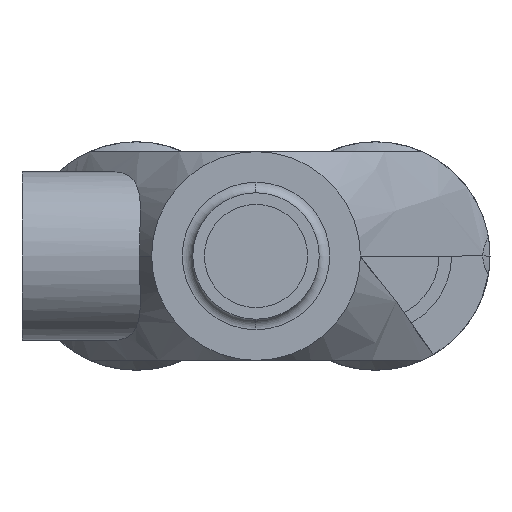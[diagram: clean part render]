
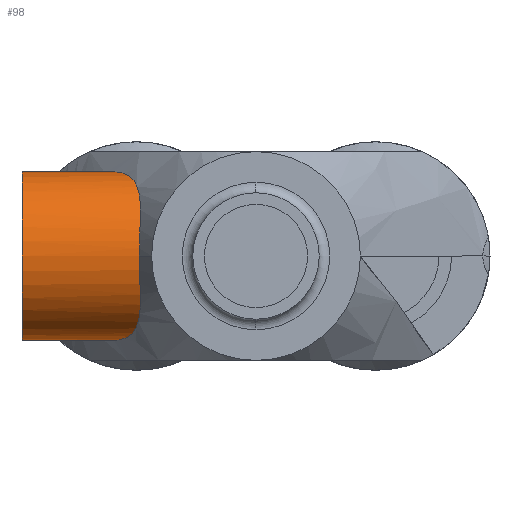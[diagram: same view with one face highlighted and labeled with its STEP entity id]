
A CAD part, left-side view. The second image highlights one B-rep face of the part: STEP entity #98.
In plain terms, the highlighted cylindrical face has radius 4 mm (diameter 8 mm), a partial arc.
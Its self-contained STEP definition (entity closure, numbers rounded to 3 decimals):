
#98=ADVANCED_FACE('',(#251),#252,.T.);
#251=FACE_OUTER_BOUND('',#458,.T.);
#252=CYLINDRICAL_SURFACE('',#459,4.0);
#458=EDGE_LOOP('',(#965,#966,#967,#968,#969,#970));
#459=AXIS2_PLACEMENT_3D('',#971,#972,#973);
#965=ORIENTED_EDGE('',*,*,#1419,.T.);
#966=ORIENTED_EDGE('',*,*,#1492,.F.);
#967=ORIENTED_EDGE('',*,*,#1421,.T.);
#968=ORIENTED_EDGE('',*,*,#1493,.F.);
#969=ORIENTED_EDGE('',*,*,#1494,.F.);
#970=ORIENTED_EDGE('',*,*,#1340,.F.);
#971=CARTESIAN_POINT('',(22.0,5.55,0.));
#972=DIRECTION('',(0.,1.0,0.));
#973=DIRECTION('',(0.,0.0,1.0));
#1340=EDGE_CURVE('',#1595,#1584,#1597,.T.);
#1419=EDGE_CURVE('',#1595,#1743,#1744,.T.);
#1421=EDGE_CURVE('',#1747,#1745,#1748,.T.);
#1492=EDGE_CURVE('',#1747,#1743,#1865,.T.);
#1493=EDGE_CURVE('',#1866,#1745,#1867,.T.);
#1494=EDGE_CURVE('',#1584,#1866,#1868,.T.);
#1584=VERTEX_POINT('',#2042);
#1595=VERTEX_POINT('',#2104);
#1597=B_SPLINE_CURVE_WITH_KNOTS('',3,(#2127,#2128,#2129,#2130,#2131,#2132,#2133,#2134,#2135,#2136,#2137,#2138,#2139,#2140,#2141,#2142,#2143,#2144,#2145,#2146,#2147,#2148),.UNSPECIFIED.,.F.,.F.,(4,2,2,2,2,2,2,2,2,2,4),(15.204,15.461,16.559,17.176,17.794,18.412,19.03,19.645,20.26,20.876,21.491),.UNSPECIFIED.);
#1743=VERTEX_POINT('',#2415);
#1744=LINE('',#2416,#2417);
#1745=VERTEX_POINT('',#2418);
#1747=VERTEX_POINT('',#2441);
#1748=LINE('',#2442,#2443);
#1865=CIRCLE('',#2609,4.0);
#1866=VERTEX_POINT('',#2610);
#1867=B_SPLINE_CURVE_WITH_KNOTS('',3,(#2611,#2612,#2613,#2614,#2615,#2616),.UNSPECIFIED.,.F.,.F.,(4,2,4),(0.0,1.097,1.355),.UNSPECIFIED.);
#1868=B_SPLINE_CURVE_WITH_KNOTS('',3,(#2617,#2618,#2619,#2620,#2621,#2622,#2623,#2624,#2625,#2626,#2627,#2628,#2629,#2630,#2631,#2632,#2633,#2634),.UNSPECIFIED.,.F.,.F.,(4,2,2,2,2,2,2,2,4),(21.491,22.106,22.721,23.337,23.952,24.57,25.188,25.805,26.423),.UNSPECIFIED.);
#2042=CARTESIAN_POINT('',(18.0,5.533,0.));
#2104=CARTESIAN_POINT('',(22.,6.75,4.0));
#2127=CARTESIAN_POINT('',(22.,6.75,4.0));
#2128=CARTESIAN_POINT('',(21.926,6.7,4.));
#2129=CARTESIAN_POINT('',(21.851,6.651,3.998));
#2130=CARTESIAN_POINT('',(21.459,6.399,3.976));
#2131=CARTESIAN_POINT('',(21.137,6.215,3.92));
#2132=CARTESIAN_POINT('',(20.643,5.973,3.767));
#2133=CARTESIAN_POINT('',(20.457,5.891,3.696));
#2134=CARTESIAN_POINT('',(20.087,5.749,3.519));
#2135=CARTESIAN_POINT('',(19.903,5.689,3.413));
#2136=CARTESIAN_POINT('',(19.55,5.595,3.169));
#2137=CARTESIAN_POINT('',(19.381,5.561,3.031));
#2138=CARTESIAN_POINT('',(19.07,5.514,2.732));
#2139=CARTESIAN_POINT('',(18.929,5.501,2.571));
#2140=CARTESIAN_POINT('',(18.682,5.489,2.243));
#2141=CARTESIAN_POINT('',(18.566,5.489,2.063));
#2142=CARTESIAN_POINT('',(18.364,5.495,1.681));
#2143=CARTESIAN_POINT('',(18.276,5.502,1.478));
#2144=CARTESIAN_POINT('',(18.137,5.515,1.061));
#2145=CARTESIAN_POINT('',(18.084,5.522,0.846));
#2146=CARTESIAN_POINT('',(18.016,5.531,0.418));
#2147=CARTESIAN_POINT('',(18.0,5.533,0.205));
#2148=CARTESIAN_POINT('',(18.0,5.533,0.));
#2415=CARTESIAN_POINT('',(22.0,11.1,4.0));
#2416=CARTESIAN_POINT('',(22.0,5.55,4.0));
#2417=VECTOR('',#3113,1.0);
#2418=CARTESIAN_POINT('',(22.,6.75,-4.0));
#2441=CARTESIAN_POINT('',(22.0,11.1,-4.0));
#2442=CARTESIAN_POINT('',(22.0,5.55,-4.0));
#2443=VECTOR('',#3114,1.0);
#2609=AXIS2_PLACEMENT_3D('',#3227,#3228,#3229);
#2610=CARTESIAN_POINT('',(20.821,6.06,-3.822));
#2611=CARTESIAN_POINT('',(20.821,6.06,-3.822));
#2612=CARTESIAN_POINT('',(21.137,6.215,-3.92));
#2613=CARTESIAN_POINT('',(21.459,6.399,-3.976));
#2614=CARTESIAN_POINT('',(21.851,6.651,-3.998));
#2615=CARTESIAN_POINT('',(21.926,6.7,-4.0));
#2616=CARTESIAN_POINT('',(22.,6.75,-4.0));
#2617=CARTESIAN_POINT('',(18.0,5.533,0.));
#2618=CARTESIAN_POINT('',(18.0,5.533,-0.205));
#2619=CARTESIAN_POINT('',(18.016,5.531,-0.418));
#2620=CARTESIAN_POINT('',(18.084,5.522,-0.846));
#2621=CARTESIAN_POINT('',(18.137,5.515,-1.061));
#2622=CARTESIAN_POINT('',(18.276,5.502,-1.478));
#2623=CARTESIAN_POINT('',(18.364,5.495,-1.681));
#2624=CARTESIAN_POINT('',(18.566,5.489,-2.063));
#2625=CARTESIAN_POINT('',(18.682,5.489,-2.243));
#2626=CARTESIAN_POINT('',(18.929,5.501,-2.571));
#2627=CARTESIAN_POINT('',(19.07,5.514,-2.732));
#2628=CARTESIAN_POINT('',(19.381,5.561,-3.031));
#2629=CARTESIAN_POINT('',(19.55,5.595,-3.169));
#2630=CARTESIAN_POINT('',(19.903,5.689,-3.413));
#2631=CARTESIAN_POINT('',(20.087,5.749,-3.519));
#2632=CARTESIAN_POINT('',(20.457,5.891,-3.696));
#2633=CARTESIAN_POINT('',(20.643,5.973,-3.767));
#2634=CARTESIAN_POINT('',(20.821,6.06,-3.822));
#3113=DIRECTION('',(0.,1.0,0.));
#3114=DIRECTION('',(0.,-1.0,0.));
#3227=CARTESIAN_POINT('',(22.0,11.1,0.));
#3228=DIRECTION('',(0.,1.0,0.));
#3229=DIRECTION('',(0.,0.0,1.0));
